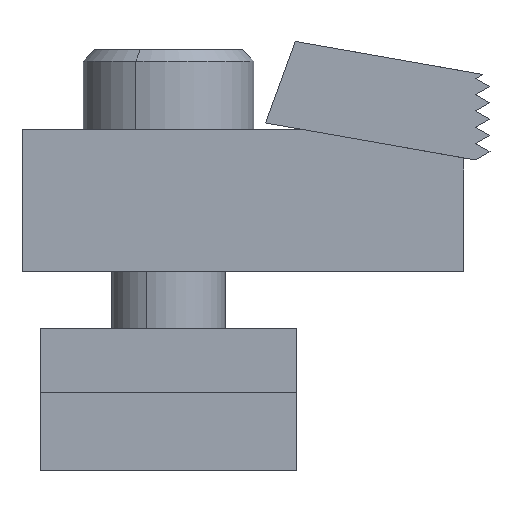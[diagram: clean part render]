
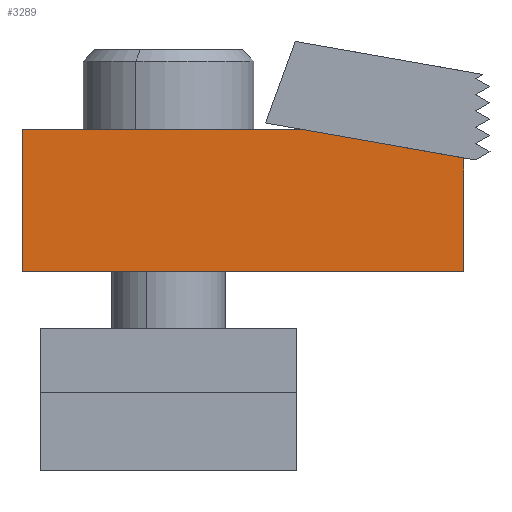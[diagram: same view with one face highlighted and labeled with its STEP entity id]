
A CAD part, left-side view. The second image highlights one B-rep face of the part: STEP entity #3289.
In plain terms, the highlighted planar face has unit normal (-1, 0, 0).
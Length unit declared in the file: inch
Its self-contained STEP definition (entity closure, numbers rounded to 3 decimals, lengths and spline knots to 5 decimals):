
#32 = CARTESIAN_POINT ( 'NONE',  ( -0.5625, 0., 0. ) ) ;
#116 = DIRECTION ( 'NONE',  ( 0., 0., 1. ) ) ;
#120 = VERTEX_POINT ( 'NONE', #1198 ) ;
#385 = VECTOR ( 'NONE', #3063, 39.37008 ) ;
#490 = ORIENTED_EDGE ( 'NONE', *, *, #2869, .F. ) ;
#511 = VERTEX_POINT ( 'NONE', #2213 ) ;
#629 = EDGE_CURVE ( 'NONE', #2284, #120, #1566, .T. ) ;
#697 = FACE_OUTER_BOUND ( 'NONE', #1011, .T. ) ;
#753 = LINE ( 'NONE', #3313, #1569 ) ;
#937 = VECTOR ( 'NONE', #2120, 39.37008 ) ;
#1011 = EDGE_LOOP ( 'NONE', ( #490, #3395, #3174, #1648, #2528 ) ) ;
#1029 = VERTEX_POINT ( 'NONE', #2718 ) ;
#1054 = EDGE_CURVE ( 'NONE', #1575, #511, #1914, .T. ) ;
#1198 = CARTESIAN_POINT ( 'NONE',  ( -0.5625, -1.23109, 0. ) ) ;
#1248 = DIRECTION ( 'NONE',  ( 0., 0., 1. ) ) ;
#1297 = CARTESIAN_POINT ( 'NONE',  ( -0.5625, -1.23109, 0. ) ) ;
#1402 = DIRECTION ( 'NONE',  ( 0., 0., -1. ) ) ;
#1566 = LINE ( 'NONE', #1703, #2311 ) ;
#1569 = VECTOR ( 'NONE', #1402, 39.37008 ) ;
#1575 = VERTEX_POINT ( 'NONE', #2373 ) ;
#1648 = ORIENTED_EDGE ( 'NONE', *, *, #2554, .F. ) ;
#1703 = CARTESIAN_POINT ( 'NONE',  ( -0.5625, 0., 0. ) ) ;
#1753 = PLANE ( 'NONE',  #3188 ) ;
#1761 = DIRECTION ( 'NONE',  ( -1., 0., 0. ) ) ;
#1914 = LINE ( 'NONE', #2169, #385 ) ;
#2067 = CARTESIAN_POINT ( 'NONE',  ( -0.5625, 0., -0.625 ) ) ;
#2120 = DIRECTION ( 'NONE',  ( 0., -0.985, -0.174 ) ) ;
#2169 = CARTESIAN_POINT ( 'NONE',  ( -0.5625, -1.94, -0.625 ) ) ;
#2213 = CARTESIAN_POINT ( 'NONE',  ( -0.5625, 0., -0.625 ) ) ;
#2267 = VECTOR ( 'NONE', #1248, 39.37008 ) ;
#2284 = VERTEX_POINT ( 'NONE', #32 ) ;
#2311 = VECTOR ( 'NONE', #3335, 39.37008 ) ;
#2344 = LINE ( 'NONE', #2067, #2267 ) ;
#2373 = CARTESIAN_POINT ( 'NONE',  ( -0.5625, -1.94, -0.625 ) ) ;
#2473 = LINE ( 'NONE', #1297, #937 ) ;
#2528 = ORIENTED_EDGE ( 'NONE', *, *, #629, .F. ) ;
#2554 = EDGE_CURVE ( 'NONE', #120, #1029, #2473, .T. ) ;
#2597 = EDGE_CURVE ( 'NONE', #1029, #1575, #753, .T. ) ;
#2718 = CARTESIAN_POINT ( 'NONE',  ( -0.5625, -1.94, -0.125 ) ) ;
#2869 = EDGE_CURVE ( 'NONE', #511, #2284, #2344, .T. ) ;
#3063 = DIRECTION ( 'NONE',  ( 0., 1., 0. ) ) ;
#3174 = ORIENTED_EDGE ( 'NONE', *, *, #2597, .F. ) ;
#3188 = AXIS2_PLACEMENT_3D ( 'NONE', #3398, #1761, #116 ) ;
#3289 = ADVANCED_FACE ( 'NONE', ( #697 ), #1753, .T. ) ;
#3313 = CARTESIAN_POINT ( 'NONE',  ( -0.5625, -1.94, -0.125 ) ) ;
#3335 = DIRECTION ( 'NONE',  ( 0., -1., 0. ) ) ;
#3395 = ORIENTED_EDGE ( 'NONE', *, *, #1054, .F. ) ;
#3398 = CARTESIAN_POINT ( 'NONE',  ( -0.5625, 0., -0.625 ) ) ;
